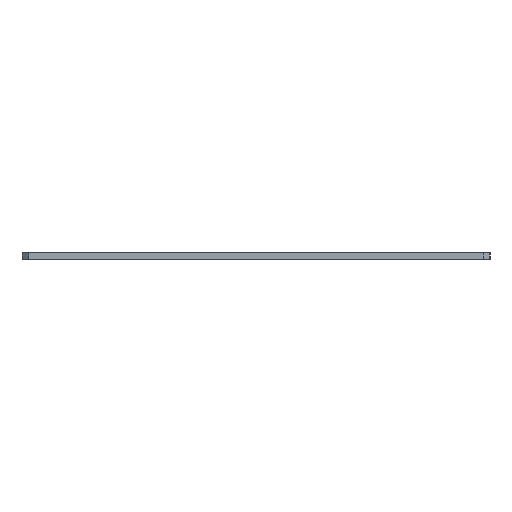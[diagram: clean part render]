
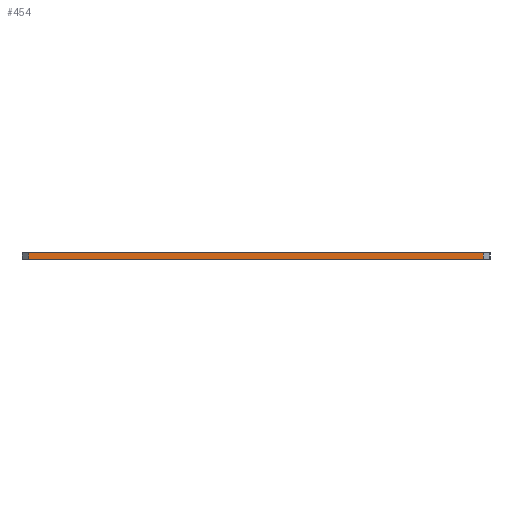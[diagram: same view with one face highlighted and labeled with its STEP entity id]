
A CAD part, front view. The second image highlights one B-rep face of the part: STEP entity #454.
In plain terms, the highlighted planar face has unit normal (0, -1, 0).
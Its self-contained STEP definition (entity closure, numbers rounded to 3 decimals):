
#31 = DIRECTION ( 'NONE',  ( 0., 1., 0. ) ) ;
#60 = VERTEX_POINT ( 'NONE', #294 ) ;
#92 = EDGE_CURVE ( 'NONE', #328, #308, #576, .T. ) ;
#110 = ORIENTED_EDGE ( 'NONE', *, *, #92, .T. ) ;
#140 = CARTESIAN_POINT ( 'NONE',  ( 65.5, -135., -2. ) ) ;
#148 = DIRECTION ( 'NONE',  ( 0., 0., -1. ) ) ;
#158 = EDGE_CURVE ( 'NONE', #645, #60, #784, .T. ) ;
#182 = CARTESIAN_POINT ( 'NONE',  ( 65.5, -135., 0. ) ) ;
#214 = ORIENTED_EDGE ( 'NONE', *, *, #372, .T. ) ;
#222 = DIRECTION ( 'NONE',  ( -1., 0., 0. ) ) ;
#235 = DIRECTION ( 'NONE',  ( -1., 0., 0. ) ) ;
#264 = FACE_OUTER_BOUND ( 'NONE', #681, .T. ) ;
#269 = VECTOR ( 'NONE', #148, 1000. ) ;
#271 = CARTESIAN_POINT ( 'NONE',  ( 65.5, -135., -2. ) ) ;
#276 = DIRECTION ( 'NONE',  ( 0., 0., 1. ) ) ;
#294 = CARTESIAN_POINT ( 'NONE',  ( -65.5, -135., -2. ) ) ;
#308 = VERTEX_POINT ( 'NONE', #465 ) ;
#328 = VERTEX_POINT ( 'NONE', #182 ) ;
#341 = LINE ( 'NONE', #271, #548 ) ;
#344 = ORIENTED_EDGE ( 'NONE', *, *, #158, .F. ) ;
#372 = EDGE_CURVE ( 'NONE', #645, #328, #341, .T. ) ;
#387 = LINE ( 'NONE', #456, #269 ) ;
#431 = VECTOR ( 'NONE', #222, 1000. ) ;
#454 = ADVANCED_FACE ( 'NONE', ( #264 ), #823, .F. ) ;
#456 = CARTESIAN_POINT ( 'NONE',  ( -65.5, -135., -2. ) ) ;
#465 = CARTESIAN_POINT ( 'NONE',  ( -65.5, -135., 0. ) ) ;
#548 = VECTOR ( 'NONE', #276, 1000. ) ;
#549 = AXIS2_PLACEMENT_3D ( 'NONE', #632, #31, #584 ) ;
#565 = CARTESIAN_POINT ( 'NONE',  ( -67.5, -135., 0. ) ) ;
#576 = LINE ( 'NONE', #565, #431 ) ;
#584 = DIRECTION ( 'NONE',  ( 0., 0., 1. ) ) ;
#632 = CARTESIAN_POINT ( 'NONE',  ( -67.5, -135., -2. ) ) ;
#644 = CARTESIAN_POINT ( 'NONE',  ( -67.5, -135., -2. ) ) ;
#645 = VERTEX_POINT ( 'NONE', #140 ) ;
#681 = EDGE_LOOP ( 'NONE', ( #110, #827, #344, #214 ) ) ;
#752 = EDGE_CURVE ( 'NONE', #308, #60, #387, .T. ) ;
#784 = LINE ( 'NONE', #644, #802 ) ;
#802 = VECTOR ( 'NONE', #235, 1000. ) ;
#823 = PLANE ( 'NONE',  #549 ) ;
#827 = ORIENTED_EDGE ( 'NONE', *, *, #752, .T. ) ;
